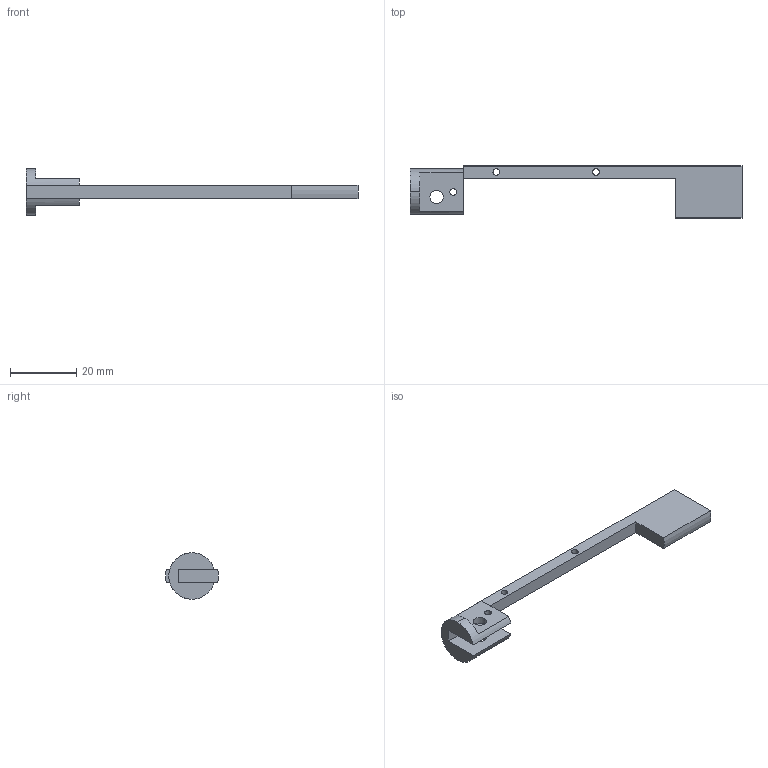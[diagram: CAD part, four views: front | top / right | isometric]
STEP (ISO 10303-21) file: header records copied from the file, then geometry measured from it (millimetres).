
FILE_DESCRIPTION (( 'STEP AP214' ), '1' );
FILE_NAME ('squelette type opinel.STEP', '2021-04-23T10:35:45', ( '' ), ( '' ), 'SwSTEP 2.0', 'SolidWorks 2015', '' );
FILE_SCHEMA (( 'AUTOMOTIVE_DESIGN' ));
Length unit declared in the file: millimetre
Products named in the file (1): squelette type opinel
Bounding box: 100 x 15.94 x 14 mm (x, y, z)
Volume: 3317.4 mm3; surface area: 3143.8 mm2
Topology: 1 solids, 1 shells, 32 faces, 86 edges, 56 vertices
Faces by surface type: cylinder 17, plane 15
Entity records: 1076 total; most frequent: DIRECTION 192, CARTESIAN_POINT 175, ORIENTED_EDGE 172, EDGE_CURVE 86, AXIS2_PLACEMENT_3D 73, VERTEX_POINT 56, VECTOR 46, LINE 46
